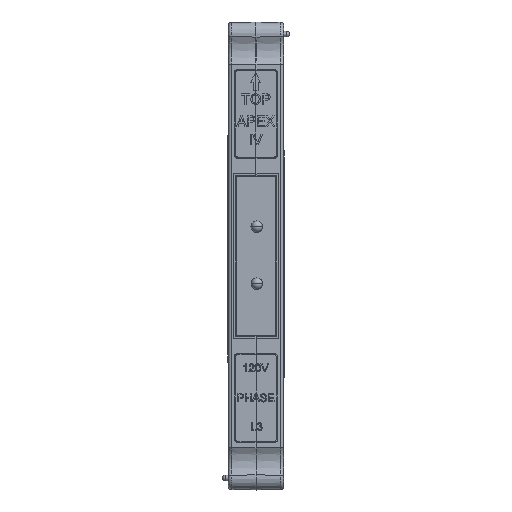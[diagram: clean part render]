
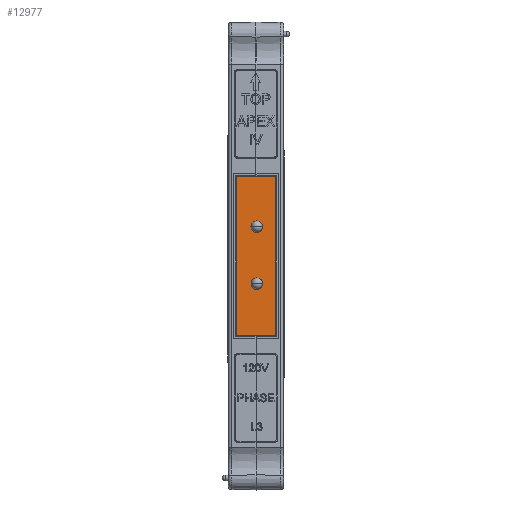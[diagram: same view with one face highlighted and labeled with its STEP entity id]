
A CAD part, top view. The second image highlights one B-rep face of the part: STEP entity #12977.
In plain terms, the highlighted planar face has unit normal (0, 0, 1).
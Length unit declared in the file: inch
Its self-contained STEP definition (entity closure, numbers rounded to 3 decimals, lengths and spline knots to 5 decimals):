
#169 = CIRCLE ( 'NONE', #19906, 0.1 ) ;
#339 = DIRECTION ( 'NONE',  ( 1., 0., 0. ) ) ;
#434 = ORIENTED_EDGE ( 'NONE', *, *, #11778, .T. ) ;
#509 = DIRECTION ( 'NONE',  ( 0., 0., 1. ) ) ;
#981 = VECTOR ( 'NONE', #51738, 39.37008 ) ;
#2187 = CARTESIAN_POINT ( 'NONE',  ( -0.89475, -1.35778, 0.04 ) ) ;
#4015 = DIRECTION ( 'NONE',  ( 0., 0., -1. ) ) ;
#4025 = CARTESIAN_POINT ( 'NONE',  ( -1.28975, -0.3968, 0.04 ) ) ;
#4866 = VERTEX_POINT ( 'NONE', #31646 ) ;
#5623 = DIRECTION ( 'NONE',  ( -1., 0., 0. ) ) ;
#6239 = VECTOR ( 'NONE', #49851, 39.37008 ) ;
#8858 = FACE_OUTER_BOUND ( 'NONE', #17469, .T. ) ;
#8940 = CARTESIAN_POINT ( 'NONE',  ( -1.38975, 0.6032, 0.04 ) ) ;
#9031 = EDGE_CURVE ( 'NONE', #52511, #23331, #40761, .T. ) ;
#9859 = DIRECTION ( 'NONE',  ( 0., 1., 0. ) ) ;
#10670 = EDGE_LOOP ( 'NONE', ( #49479, #45801 ) ) ;
#10898 = VERTEX_POINT ( 'NONE', #12775 ) ;
#11039 = CARTESIAN_POINT ( 'NONE',  ( -1.28975, 0.6032, 0.04 ) ) ;
#11118 = LINE ( 'NONE', #2187, #35132 ) ;
#11465 = CARTESIAN_POINT ( 'NONE',  ( -1.68475, -1.35778, 0.04 ) ) ;
#11778 = EDGE_CURVE ( 'NONE', #35316, #50730, #49159, .T. ) ;
#11860 = EDGE_CURVE ( 'NONE', #23331, #52511, #18054, .T. ) ;
#12000 = PLANE ( 'NONE',  #29601 ) ;
#12775 = CARTESIAN_POINT ( 'NONE',  ( -0.89475, 1.53222, 0.04 ) ) ;
#12977 = ADVANCED_FACE ( 'NONE', ( #8858, #42436, #43709 ), #12000, .F. ) ;
#14953 = CIRCLE ( 'NONE', #46924, 0.1 ) ;
#15861 = DIRECTION ( 'NONE',  ( 0., 0., -1. ) ) ;
#17321 = EDGE_CURVE ( 'NONE', #4866, #50730, #51270, .T. ) ;
#17469 = EDGE_LOOP ( 'NONE', ( #434, #34598, #29542, #31305 ) ) ;
#18054 = CIRCLE ( 'NONE', #31627, 0.1 ) ;
#18349 = EDGE_CURVE ( 'NONE', #30807, #22538, #14953, .T. ) ;
#19906 = AXIS2_PLACEMENT_3D ( 'NONE', #11039, #23201, #27276 ) ;
#20862 = CARTESIAN_POINT ( 'NONE',  ( -1.28975, 0.6032, 0.04 ) ) ;
#21152 = LINE ( 'NONE', #45188, #40254 ) ;
#22042 = CARTESIAN_POINT ( 'NONE',  ( -1.68475, 1.53222, 0.04 ) ) ;
#22538 = VERTEX_POINT ( 'NONE', #52270 ) ;
#22695 = AXIS2_PLACEMENT_3D ( 'NONE', #4025, #15861, #36445 ) ;
#23201 = DIRECTION ( 'NONE',  ( 0., 0., 1. ) ) ;
#23331 = VERTEX_POINT ( 'NONE', #39959 ) ;
#24145 = DIRECTION ( 'NONE',  ( -1., 0., 0. ) ) ;
#25040 = CARTESIAN_POINT ( 'NONE',  ( -1.18975, -0.3968, 0.04 ) ) ;
#25372 = EDGE_LOOP ( 'NONE', ( #42115, #32327 ) ) ;
#27276 = DIRECTION ( 'NONE',  ( 1., 0., 0. ) ) ;
#29542 = ORIENTED_EDGE ( 'NONE', *, *, #33879, .T. ) ;
#29601 = AXIS2_PLACEMENT_3D ( 'NONE', #11465, #4015, #24145 ) ;
#30807 = VERTEX_POINT ( 'NONE', #8940 ) ;
#31305 = ORIENTED_EDGE ( 'NONE', *, *, #39086, .F. ) ;
#31627 = AXIS2_PLACEMENT_3D ( 'NONE', #37885, #49736, #5623 ) ;
#31646 = CARTESIAN_POINT ( 'NONE',  ( -0.89475, -1.35778, 0.04 ) ) ;
#32327 = ORIENTED_EDGE ( 'NONE', *, *, #18349, .F. ) ;
#32699 = EDGE_CURVE ( 'NONE', #22538, #30807, #169, .T. ) ;
#33879 = EDGE_CURVE ( 'NONE', #4866, #10898, #11118, .T. ) ;
#34598 = ORIENTED_EDGE ( 'NONE', *, *, #17321, .F. ) ;
#35132 = VECTOR ( 'NONE', #9859, 39.37008 ) ;
#35316 = VERTEX_POINT ( 'NONE', #22042 ) ;
#36445 = DIRECTION ( 'NONE',  ( -1., 0., 0. ) ) ;
#37164 = DIRECTION ( 'NONE',  ( 1., 0., 0. ) ) ;
#37885 = CARTESIAN_POINT ( 'NONE',  ( -1.28975, -0.3968, 0.04 ) ) ;
#39086 = EDGE_CURVE ( 'NONE', #35316, #10898, #21152, .T. ) ;
#39959 = CARTESIAN_POINT ( 'NONE',  ( -1.38975, -0.3968, 0.04 ) ) ;
#40064 = CARTESIAN_POINT ( 'NONE',  ( -1.68475, 1.53222, 0.04 ) ) ;
#40254 = VECTOR ( 'NONE', #37164, 39.37008 ) ;
#40761 = CIRCLE ( 'NONE', #22695, 0.1 ) ;
#41367 = CARTESIAN_POINT ( 'NONE',  ( -1.68475, -1.35778, 0.04 ) ) ;
#42115 = ORIENTED_EDGE ( 'NONE', *, *, #32699, .F. ) ;
#42436 = FACE_BOUND ( 'NONE', #25372, .T. ) ;
#43709 = FACE_BOUND ( 'NONE', #10670, .T. ) ;
#45188 = CARTESIAN_POINT ( 'NONE',  ( -1.68475, 1.53222, 0.04 ) ) ;
#45665 = CARTESIAN_POINT ( 'NONE',  ( -0.89475, -1.35778, 0.04 ) ) ;
#45801 = ORIENTED_EDGE ( 'NONE', *, *, #11860, .T. ) ;
#46924 = AXIS2_PLACEMENT_3D ( 'NONE', #20862, #509, #339 ) ;
#49159 = LINE ( 'NONE', #40064, #981 ) ;
#49479 = ORIENTED_EDGE ( 'NONE', *, *, #9031, .T. ) ;
#49736 = DIRECTION ( 'NONE',  ( 0., 0., -1. ) ) ;
#49851 = DIRECTION ( 'NONE',  ( -1., 0., 0. ) ) ;
#50730 = VERTEX_POINT ( 'NONE', #41367 ) ;
#51270 = LINE ( 'NONE', #45665, #6239 ) ;
#51738 = DIRECTION ( 'NONE',  ( 0., -1., 0. ) ) ;
#52270 = CARTESIAN_POINT ( 'NONE',  ( -1.18975, 0.6032, 0.04 ) ) ;
#52511 = VERTEX_POINT ( 'NONE', #25040 ) ;
